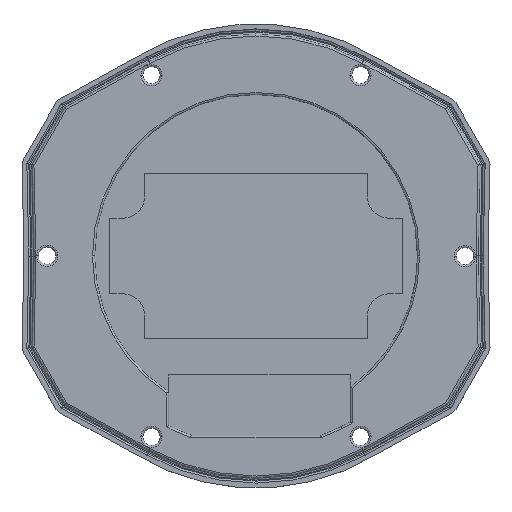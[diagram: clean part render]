
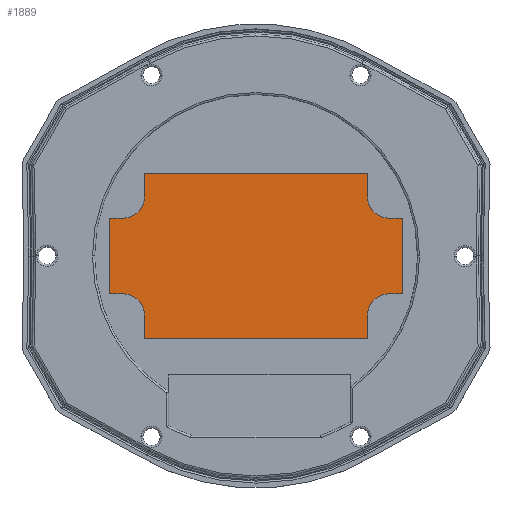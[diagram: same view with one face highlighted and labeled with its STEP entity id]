
A CAD part, top view. The second image highlights one B-rep face of the part: STEP entity #1889.
In plain terms, the highlighted planar face has unit normal (0, 0, 1).
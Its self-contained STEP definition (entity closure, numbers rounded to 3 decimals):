
#11 = CARTESIAN_POINT ( 'NONE',  ( -13.153, 3.75, -2.9 ) ) ;
#12 = DIRECTION ( 'NONE',  ( 0., -1., 0. ) ) ;
#85 = AXIS2_PLACEMENT_3D ( 'NONE', #623, #2486, #720 ) ;
#135 = VERTEX_POINT ( 'NONE', #4535 ) ;
#145 = LINE ( 'NONE', #2968, #3904 ) ;
#205 = CARTESIAN_POINT ( 'NONE',  ( 13.153, -5.853, -2.9 ) ) ;
#221 = DIRECTION ( 'NONE',  ( 0., 0., -1. ) ) ;
#302 = CARTESIAN_POINT ( 'NONE',  ( 14.5, -3.75, -2.9 ) ) ;
#337 = DIRECTION ( 'NONE',  ( -1., 0., 0. ) ) ;
#347 = DIRECTION ( 'NONE',  ( 0., -1., 0. ) ) ;
#413 = VECTOR ( 'NONE', #919, 1000. ) ;
#506 = EDGE_CURVE ( 'NONE', #1588, #3596, #2834, .T. ) ;
#623 = CARTESIAN_POINT ( 'NONE',  ( 13.153, 5.853, -2.9 ) ) ;
#635 = VERTEX_POINT ( 'NONE', #887 ) ;
#646 = ORIENTED_EDGE ( 'NONE', *, *, #801, .T. ) ;
#668 = DIRECTION ( 'NONE',  ( 0., -1., 0. ) ) ;
#695 = CARTESIAN_POINT ( 'NONE',  ( -13.153, 5.853, -2.9 ) ) ;
#720 = DIRECTION ( 'NONE',  ( 1., 0., 0. ) ) ;
#736 = DIRECTION ( 'NONE',  ( 1., 0., 0. ) ) ;
#801 = EDGE_CURVE ( 'NONE', #3996, #5912, #5950, .T. ) ;
#824 = CARTESIAN_POINT ( 'NONE',  ( -13.153, 3.75, -2.9 ) ) ;
#881 = EDGE_CURVE ( 'NONE', #4072, #2684, #1234, .T. ) ;
#887 = CARTESIAN_POINT ( 'NONE',  ( 11.05, 8.15, -2.9 ) ) ;
#919 = DIRECTION ( 'NONE',  ( 0., 1., 0. ) ) ;
#947 = LINE ( 'NONE', #5115, #413 ) ;
#1058 = CARTESIAN_POINT ( 'NONE',  ( 13.153, -3.75, -2.9 ) ) ;
#1102 = DIRECTION ( 'NONE',  ( 0., 0., -1. ) ) ;
#1229 = CARTESIAN_POINT ( 'NONE',  ( -14.5, -3.75, -2.9 ) ) ;
#1234 = LINE ( 'NONE', #5853, #2713 ) ;
#1286 = ORIENTED_EDGE ( 'NONE', *, *, #4213, .T. ) ;
#1526 = CARTESIAN_POINT ( 'NONE',  ( 11.05, 5.853, -2.9 ) ) ;
#1543 = PLANE ( 'NONE',  #4910 ) ;
#1558 = DIRECTION ( 'NONE',  ( 0., 1., 0. ) ) ;
#1588 = VERTEX_POINT ( 'NONE', #824 ) ;
#1641 = CIRCLE ( 'NONE', #3503, 2.103 ) ;
#1712 = ORIENTED_EDGE ( 'NONE', *, *, #5488, .T. ) ;
#1722 = CARTESIAN_POINT ( 'NONE',  ( -11.05, 8.15, -2.9 ) ) ;
#1723 = ORIENTED_EDGE ( 'NONE', *, *, #3237, .T. ) ;
#1781 = EDGE_CURVE ( 'NONE', #6003, #5520, #2040, .T. ) ;
#1786 = VERTEX_POINT ( 'NONE', #1058 ) ;
#1799 = ORIENTED_EDGE ( 'NONE', *, *, #881, .T. ) ;
#1889 = ADVANCED_FACE ( 'NONE', ( #3356 ), #1543, .F. ) ;
#1932 = CIRCLE ( 'NONE', #4484, 2.103 ) ;
#2040 = LINE ( 'NONE', #3443, #3073 ) ;
#2067 = DIRECTION ( 'NONE',  ( 1., 0., 0. ) ) ;
#2172 = CARTESIAN_POINT ( 'NONE',  ( -11.05, 8.15, -2.9 ) ) ;
#2202 = CARTESIAN_POINT ( 'NONE',  ( 13.153, 3.75, -2.9 ) ) ;
#2260 = AXIS2_PLACEMENT_3D ( 'NONE', #205, #1102, #3370 ) ;
#2338 = EDGE_CURVE ( 'NONE', #2641, #3996, #5170, .T. ) ;
#2388 = EDGE_CURVE ( 'NONE', #5912, #635, #947, .T. ) ;
#2429 = DIRECTION ( 'NONE',  ( -1., 0., 0. ) ) ;
#2486 = DIRECTION ( 'NONE',  ( 0., 0., -1. ) ) ;
#2513 = VECTOR ( 'NONE', #2429, 1000. ) ;
#2560 = DIRECTION ( 'NONE',  ( 0., 1., 0. ) ) ;
#2577 = CARTESIAN_POINT ( 'NONE',  ( 14.5, 3.75, -2.9 ) ) ;
#2580 = DIRECTION ( 'NONE',  ( 1., 0., 0. ) ) ;
#2641 = VERTEX_POINT ( 'NONE', #2577 ) ;
#2684 = VERTEX_POINT ( 'NONE', #5133 ) ;
#2703 = VECTOR ( 'NONE', #2580, 1000. ) ;
#2713 = VECTOR ( 'NONE', #347, 1000. ) ;
#2775 = EDGE_CURVE ( 'NONE', #3596, #6003, #3783, .T. ) ;
#2793 = CARTESIAN_POINT ( 'NONE',  ( 14.5, -3.75, -2.9 ) ) ;
#2798 = CARTESIAN_POINT ( 'NONE',  ( -11.05, -8.15, -2.9 ) ) ;
#2834 = LINE ( 'NONE', #11, #2513 ) ;
#2852 = CARTESIAN_POINT ( 'NONE',  ( -11.05, -5.853, -2.9 ) ) ;
#2968 = CARTESIAN_POINT ( 'NONE',  ( 11.05, -8.15, -2.9 ) ) ;
#3005 = CARTESIAN_POINT ( 'NONE',  ( 11.05, -5.853, -2.9 ) ) ;
#3063 = CARTESIAN_POINT ( 'NONE',  ( -13.153, -5.853, -2.9 ) ) ;
#3073 = VECTOR ( 'NONE', #2067, 1000. ) ;
#3074 = ORIENTED_EDGE ( 'NONE', *, *, #6043, .T. ) ;
#3164 = VERTEX_POINT ( 'NONE', #2852 ) ;
#3209 = VECTOR ( 'NONE', #2560, 1000. ) ;
#3237 = EDGE_CURVE ( 'NONE', #135, #6009, #145, .T. ) ;
#3239 = EDGE_CURVE ( 'NONE', #3164, #5756, #3430, .T. ) ;
#3327 = ORIENTED_EDGE ( 'NONE', *, *, #506, .T. ) ;
#3356 = FACE_OUTER_BOUND ( 'NONE', #3917, .T. ) ;
#3358 = CARTESIAN_POINT ( 'NONE',  ( 14.5, 3.75, -2.9 ) ) ;
#3370 = DIRECTION ( 'NONE',  ( 1., 0., 0. ) ) ;
#3379 = ORIENTED_EDGE ( 'NONE', *, *, #2338, .T. ) ;
#3419 = VECTOR ( 'NONE', #3593, 1000. ) ;
#3430 = LINE ( 'NONE', #5868, #4188 ) ;
#3443 = CARTESIAN_POINT ( 'NONE',  ( -13.153, -3.75, -2.9 ) ) ;
#3503 = AXIS2_PLACEMENT_3D ( 'NONE', #3063, #4928, #736 ) ;
#3524 = CIRCLE ( 'NONE', #2260, 2.103 ) ;
#3593 = DIRECTION ( 'NONE',  ( -1., 0., 0. ) ) ;
#3596 = VERTEX_POINT ( 'NONE', #5314 ) ;
#3681 = LINE ( 'NONE', #2793, #4110 ) ;
#3683 = EDGE_CURVE ( 'NONE', #5756, #135, #4435, .T. ) ;
#3783 = LINE ( 'NONE', #5559, #4589 ) ;
#3841 = ORIENTED_EDGE ( 'NONE', *, *, #3683, .T. ) ;
#3904 = VECTOR ( 'NONE', #1558, 1000. ) ;
#3910 = ORIENTED_EDGE ( 'NONE', *, *, #1781, .T. ) ;
#3917 = EDGE_LOOP ( 'NONE', ( #5051, #3074, #1799, #5356, #3327, #5346, #3910, #1286, #4770, #3841, #1723, #5614, #1712, #5046, #3379, #646 ) ) ;
#3937 = LINE ( 'NONE', #1722, #3419 ) ;
#3996 = VERTEX_POINT ( 'NONE', #2202 ) ;
#4072 = VERTEX_POINT ( 'NONE', #2172 ) ;
#4110 = VECTOR ( 'NONE', #4666, 1000. ) ;
#4129 = EDGE_CURVE ( 'NONE', #5843, #2641, #5966, .T. ) ;
#4184 = EDGE_CURVE ( 'NONE', #2684, #1588, #1932, .T. ) ;
#4188 = VECTOR ( 'NONE', #668, 1000. ) ;
#4213 = EDGE_CURVE ( 'NONE', #5520, #3164, #1641, .T. ) ;
#4435 = LINE ( 'NONE', #4856, #2703 ) ;
#4484 = AXIS2_PLACEMENT_3D ( 'NONE', #4542, #5381, #337 ) ;
#4535 = CARTESIAN_POINT ( 'NONE',  ( 11.05, -8.15, -2.9 ) ) ;
#4542 = CARTESIAN_POINT ( 'NONE',  ( -13.153, 5.853, -2.9 ) ) ;
#4589 = VECTOR ( 'NONE', #12, 1000. ) ;
#4666 = DIRECTION ( 'NONE',  ( 1., 0., 0. ) ) ;
#4727 = VECTOR ( 'NONE', #4740, 1000. ) ;
#4740 = DIRECTION ( 'NONE',  ( -1., 0., 0. ) ) ;
#4745 = CARTESIAN_POINT ( 'NONE',  ( -13.153, -3.75, -2.9 ) ) ;
#4770 = ORIENTED_EDGE ( 'NONE', *, *, #3239, .T. ) ;
#4856 = CARTESIAN_POINT ( 'NONE',  ( -11.05, -8.15, -2.9 ) ) ;
#4910 = AXIS2_PLACEMENT_3D ( 'NONE', #695, #221, #5224 ) ;
#4928 = DIRECTION ( 'NONE',  ( 0., 0., -1. ) ) ;
#5046 = ORIENTED_EDGE ( 'NONE', *, *, #4129, .T. ) ;
#5051 = ORIENTED_EDGE ( 'NONE', *, *, #2388, .T. ) ;
#5115 = CARTESIAN_POINT ( 'NONE',  ( 11.05, 5.853, -2.9 ) ) ;
#5133 = CARTESIAN_POINT ( 'NONE',  ( -11.05, 5.853, -2.9 ) ) ;
#5170 = LINE ( 'NONE', #3358, #4727 ) ;
#5199 = EDGE_CURVE ( 'NONE', #6009, #1786, #3524, .T. ) ;
#5224 = DIRECTION ( 'NONE',  ( -1., 0., 0. ) ) ;
#5314 = CARTESIAN_POINT ( 'NONE',  ( -14.5, 3.75, -2.9 ) ) ;
#5346 = ORIENTED_EDGE ( 'NONE', *, *, #2775, .T. ) ;
#5356 = ORIENTED_EDGE ( 'NONE', *, *, #4184, .T. ) ;
#5381 = DIRECTION ( 'NONE',  ( 0., 0., -1. ) ) ;
#5488 = EDGE_CURVE ( 'NONE', #1786, #5843, #3681, .T. ) ;
#5520 = VERTEX_POINT ( 'NONE', #4745 ) ;
#5559 = CARTESIAN_POINT ( 'NONE',  ( -14.5, -3.75, -2.9 ) ) ;
#5614 = ORIENTED_EDGE ( 'NONE', *, *, #5199, .T. ) ;
#5756 = VERTEX_POINT ( 'NONE', #2798 ) ;
#5774 = CARTESIAN_POINT ( 'NONE',  ( 14.5, -3.75, -2.9 ) ) ;
#5843 = VERTEX_POINT ( 'NONE', #5774 ) ;
#5853 = CARTESIAN_POINT ( 'NONE',  ( -11.05, 5.853, -2.9 ) ) ;
#5868 = CARTESIAN_POINT ( 'NONE',  ( -11.05, -8.15, -2.9 ) ) ;
#5912 = VERTEX_POINT ( 'NONE', #1526 ) ;
#5950 = CIRCLE ( 'NONE', #85, 2.103 ) ;
#5966 = LINE ( 'NONE', #302, #3209 ) ;
#6003 = VERTEX_POINT ( 'NONE', #1229 ) ;
#6009 = VERTEX_POINT ( 'NONE', #3005 ) ;
#6043 = EDGE_CURVE ( 'NONE', #635, #4072, #3937, .T. ) ;
